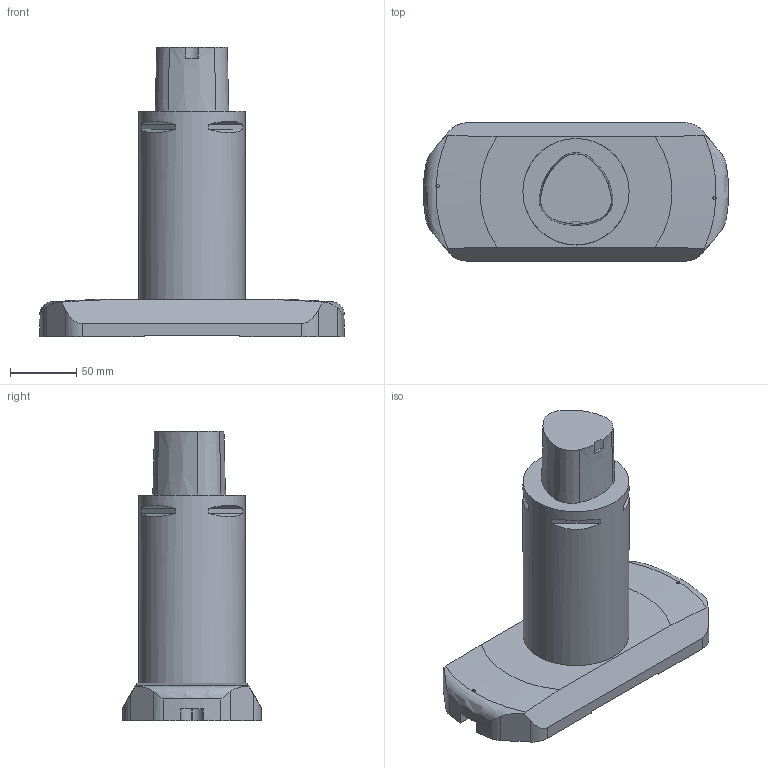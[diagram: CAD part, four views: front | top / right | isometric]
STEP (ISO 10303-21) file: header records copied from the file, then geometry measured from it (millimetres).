
FILE_DESCRIPTION(/* description */ (''),/* implementation_level */ '2;1');
FILE_NAME(/* name */ '1563182225192.stp',/* time_stamp */ '2019-07-15T11:17:11+02:00',/* author */ (''),/* organization */ ('SMS'),/* preprocessor_version */ 'ST-DEVELOPER v16.7',/* originating_system */ 'SIEMENS PLM Software NX 12.0',/* authorisation */ '');
FILE_SCHEMA (('AUTOMOTIVE_DESIGN { 1 0 10303 214 3 1 1 1 }'));
Length unit declared in the file: millimetre
Products named in the file (1): 111166892mod000_01
Bounding box: 229.93 x 104 x 218 mm (x, y, z)
Volume: 1369296.9 mm3; surface area: 104219.2 mm2
Topology: 1 solids, 1 shells, 71 faces, 185 edges, 126 vertices
Faces by surface type: plane 37, cylinder 20, cone 10, torus 4
Full cylindrical faces by diameter (mm): 2.5 x2, 80 x1
Entity records: 2531 total; most frequent: CARTESIAN_POINT 707, DIRECTION 374, ORIENTED_EDGE 364, EDGE_CURVE 182, AXIS2_PLACEMENT_3D 142, VERTEX_POINT 122, LINE 90, VECTOR 90
